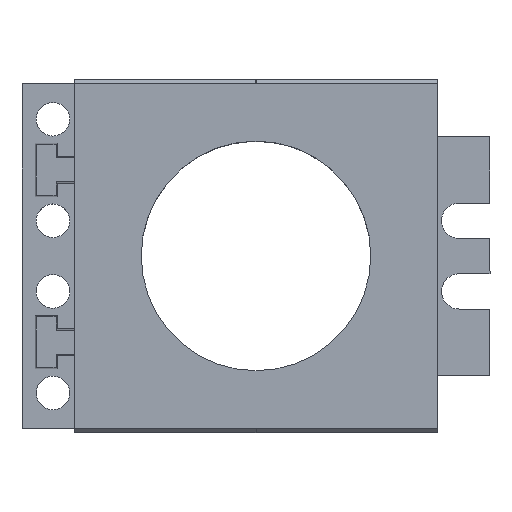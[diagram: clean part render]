
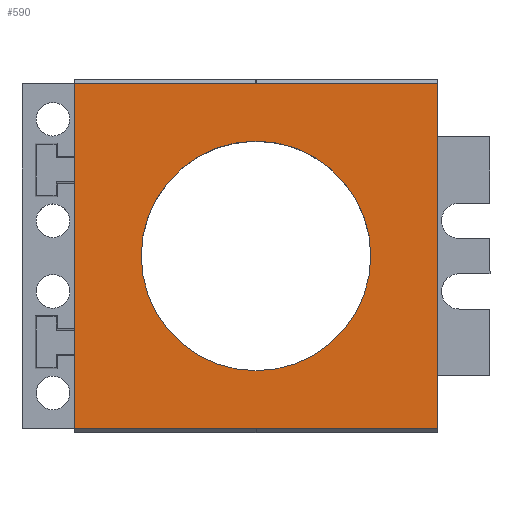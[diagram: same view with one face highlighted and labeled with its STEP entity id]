
A CAD part, top view. The second image highlights one B-rep face of the part: STEP entity #590.
In plain terms, the highlighted planar face has unit normal (0, 0, 1).
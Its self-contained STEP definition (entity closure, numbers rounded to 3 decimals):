
#10=CARTESIAN_POINT('',(54.3,-21.5,15.));
#20=DIRECTION('',(0.,0.,1.));
#30=DIRECTION('',(1.,0.,0.));
#40=AXIS2_PLACEMENT_3D('',#10,#20,#30);
#50=PLANE('',#40);
#60=CARTESIAN_POINT('',(70.678,-21.5,
15.));
#70=DIRECTION('',(1.,0.,0.));
#80=VECTOR('',#70,1.);
#90=LINE('',#60,#80);
#100=CARTESIAN_POINT('',(15.3,-21.5,
15.));
#110=VERTEX_POINT('',#100);
#120=CARTESIAN_POINT('',(54.3,-21.5,
15.));
#130=VERTEX_POINT('',#120);
#140=EDGE_CURVE('',#110,#130,#90,.T.);
#150=ORIENTED_EDGE('',*,*,#140,.T.);
#160=CARTESIAN_POINT('',(15.3,28.567,
15.));
#170=DIRECTION('',(0.,-1.,0.));
#180=VECTOR('',#170,1.);
#190=LINE('',#160,#180);
#200=CARTESIAN_POINT('',(15.3,19.5,
15.));
#210=VERTEX_POINT('',#200);
#220=EDGE_CURVE('',#210,#110,#190,.T.);
#230=ORIENTED_EDGE('',*,*,#220,.T.);
#240=CARTESIAN_POINT('',(70.678,19.5,
15.));
#250=DIRECTION('',(1.,0.,0.));
#260=VECTOR('',#250,1.);
#270=LINE('',#240,#260);
#280=CARTESIAN_POINT('',(54.3,19.5,
15.));
#290=VERTEX_POINT('',#280);
#300=EDGE_CURVE('',#210,#290,#270,.T.);
#310=ORIENTED_EDGE('',*,*,#300,.F.);
#320=CARTESIAN_POINT('',(54.3,-1.25,
15.));
#330=DIRECTION('',(0.,1.,0.));
#340=VECTOR('',#330,1.);
#350=LINE('',#320,#340);
#360=EDGE_CURVE('',#130,#290,#350,.T.);
#370=ORIENTED_EDGE('',*,*,#360,.T.);
#380=EDGE_LOOP('',(#370,#310,#230,#150));
#390=FACE_OUTER_BOUND('',#380,.T.);
#400=CARTESIAN_POINT('',(34.8,-1.,
15.));
#410=DIRECTION('',(0.,0.,1.));
#420=DIRECTION('',(0.,1.,0.));
#430=AXIS2_PLACEMENT_3D('',#400,#410,#420);
#440=CIRCLE('',#430,13.);
#450=CARTESIAN_POINT('',(47.8,-1.,
15.));
#460=VERTEX_POINT('',#450);
#470=CARTESIAN_POINT('',(34.8,12.,
15.));
#480=VERTEX_POINT('',#470);
#490=EDGE_CURVE('',#460,#480,#440,.T.);
#500=ORIENTED_EDGE('',*,*,#490,.F.);
#510=CARTESIAN_POINT('',(34.8,-14.,
15.));
#520=VERTEX_POINT('',#510);
#530=EDGE_CURVE('',#480,#520,#440,.T.);
#540=ORIENTED_EDGE('',*,*,#530,.F.);
#550=EDGE_CURVE('',#520,#460,#440,.T.);
#560=ORIENTED_EDGE('',*,*,#550,.F.);
#570=EDGE_LOOP('',(#560,#540,#500));
#580=FACE_BOUND('',#570,.T.);
#590=ADVANCED_FACE('',(#390,#580),#50,.T.);
